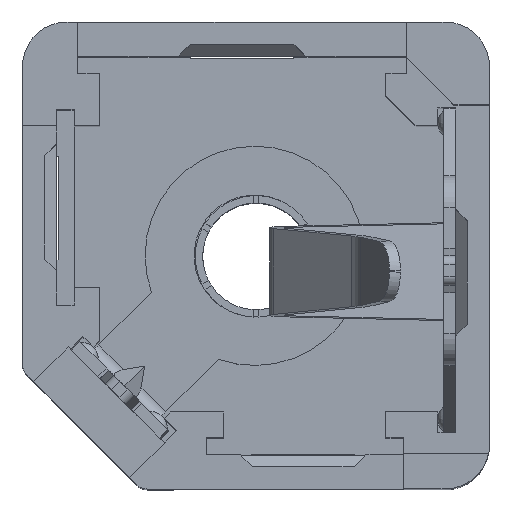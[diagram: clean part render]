
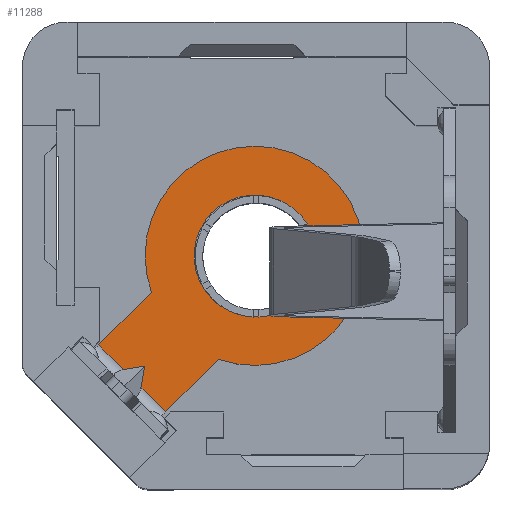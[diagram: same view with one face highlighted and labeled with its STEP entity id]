
A CAD part, top view. The second image highlights one B-rep face of the part: STEP entity #11288.
In plain terms, the highlighted face is planar.
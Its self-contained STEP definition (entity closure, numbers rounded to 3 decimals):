
#11142=CARTESIAN_POINT('',(-2.33,-3.777,1.39));
#11143=VERTEX_POINT('',#11142);
#11150=CARTESIAN_POINT('',(-2.33,-4.194,0.8));
#11151=VERTEX_POINT('',#11150);
#11152=CARTESIAN_POINT('',(-2.33,-4.194,0.8));
#11153=DIRECTION('',(0.0,0.577,0.816));
#11154=VECTOR('',#11153,0.723);
#11155=LINE('',#11152,#11154);
#11156=EDGE_CURVE('',#11151,#11143,#11155,.T.);
#11174=CARTESIAN_POINT('',(-2.33,-3.36,0.8));
#11175=VERTEX_POINT('',#11174);
#11183=CARTESIAN_POINT('',(-2.33,-3.777,1.39));
#11184=DIRECTION('',(0.0,0.577,-0.816));
#11185=VECTOR('',#11184,0.723);
#11186=LINE('',#11183,#11185);
#11187=EDGE_CURVE('',#11143,#11175,#11186,.T.);
#11229=CARTESIAN_POINT('',(-2.33,-3.777,2.45));
#11230=DIRECTION('',(1.0,0.0,0.0));
#11231=DIRECTION('',(0.0,0.0,-1.0));
#11232=AXIS2_PLACEMENT_3D('',#11229,#11230,#11231);
#11233=PLANE('',#11232);
#11234=ORIENTED_EDGE('',*,*,#11156,.T.);
#11235=ORIENTED_EDGE('',*,*,#11187,.T.);
#11236=CARTESIAN_POINT('',(-2.33,-2.177,0.8));
#11237=VERTEX_POINT('',#11236);
#11238=CARTESIAN_POINT('',(-2.33,-2.177,0.8));
#11239=DIRECTION('',(0.0,-1.0,0.0));
#11240=VECTOR('',#11239,1.183);
#11241=LINE('',#11238,#11240);
#11242=EDGE_CURVE('',#11237,#11175,#11241,.T.);
#11243=ORIENTED_EDGE('',*,*,#11242,.F.);
#11244=CARTESIAN_POINT('',(-2.33,-2.177,3.314));
#11245=VERTEX_POINT('',#11244);
#11246=CARTESIAN_POINT('',(-2.33,-2.177,3.314));
#11247=DIRECTION('',(0.0,0.0,-1.0));
#11248=VECTOR('',#11247,2.514);
#11249=LINE('',#11246,#11248);
#11250=EDGE_CURVE('',#11245,#11237,#11249,.T.);
#11251=ORIENTED_EDGE('',*,*,#11250,.F.);
#11252=CARTESIAN_POINT('',(-2.33,-5.377,3.314));
#11253=VERTEX_POINT('',#11252);
#11254=CARTESIAN_POINT('',(-2.33,-3.777,6.65));
#11255=DIRECTION('',(-1.0,0.0,0.0));
#11256=DIRECTION('',(0.0,0.0,-1.0));
#11257=AXIS2_PLACEMENT_3D('',#11254,#11255,#11256);
#11258=CIRCLE('',#11257,3.7);
#11259=EDGE_CURVE('',#11253,#11245,#11258,.T.);
#11260=ORIENTED_EDGE('',*,*,#11259,.F.);
#11261=CARTESIAN_POINT('',(-2.33,-5.377,0.8));
#11262=VERTEX_POINT('',#11261);
#11263=CARTESIAN_POINT('',(-2.33,-5.377,0.8));
#11264=DIRECTION('',(0.0,0.0,1.0));
#11265=VECTOR('',#11264,2.514);
#11266=LINE('',#11263,#11265);
#11267=EDGE_CURVE('',#11262,#11253,#11266,.T.);
#11268=ORIENTED_EDGE('',*,*,#11267,.F.);
#11269=CARTESIAN_POINT('',(-2.33,-4.194,0.8));
#11270=DIRECTION('',(0.0,-1.0,0.0));
#11271=VECTOR('',#11270,1.183);
#11272=LINE('',#11269,#11271);
#11273=EDGE_CURVE('',#11151,#11262,#11272,.T.);
#11274=ORIENTED_EDGE('',*,*,#11273,.F.);
#11275=EDGE_LOOP('',(#11234,#11235,#11243,#11251,#11260,#11268,#11274));
#11276=FACE_OUTER_BOUND('',#11275,.T.);
#11277=CARTESIAN_POINT('',(-2.33,-3.777,8.7));
#11278=VERTEX_POINT('',#11277);
#11279=CARTESIAN_POINT('',(-2.33,-3.777,6.65));
#11280=DIRECTION('',(-1.0,0.0,0.0));
#11281=DIRECTION('',(0.0,0.0,-1.0));
#11282=AXIS2_PLACEMENT_3D('',#11279,#11280,#11281);
#11283=CIRCLE('',#11282,2.05);
#11284=EDGE_CURVE('',#11278,#11278,#11283,.T.);
#11285=ORIENTED_EDGE('',*,*,#11284,.T.);
#11286=EDGE_LOOP('',(#11285));
#11287=FACE_BOUND('',#11286,.T.);
#11288=ADVANCED_FACE('',(#11276,#11287),#11233,.T.);
